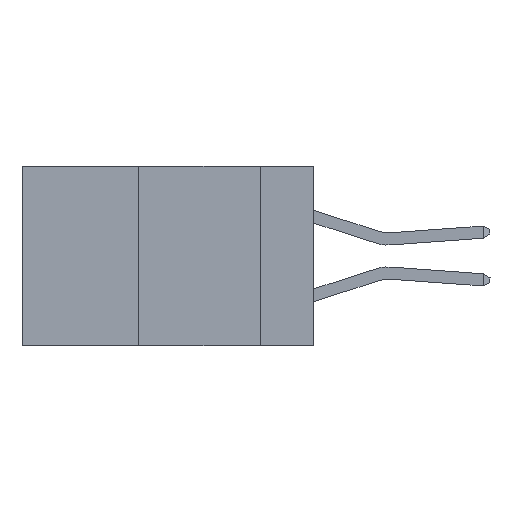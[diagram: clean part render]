
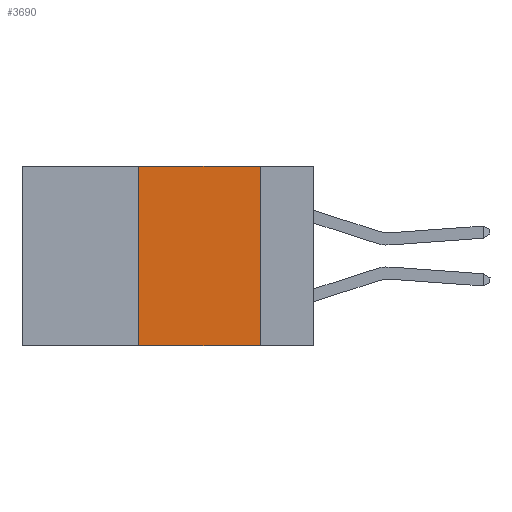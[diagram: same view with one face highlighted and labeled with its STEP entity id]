
A CAD part, left-side view. The second image highlights one B-rep face of the part: STEP entity #3690.
In plain terms, the highlighted planar face has unit normal (-1, 0, 0).
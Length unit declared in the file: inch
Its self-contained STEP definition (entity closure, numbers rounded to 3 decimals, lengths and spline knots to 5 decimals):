
#883 = LINE ( 'NONE', #22260, #6331 ) ;
#1208 = LINE ( 'NONE', #21476, #26905 ) ;
#1930 = VERTEX_POINT ( 'NONE', #15158 ) ;
#3690 = ADVANCED_FACE ( 'NONE', ( #22624 ), #13358, .F. ) ;
#3881 = EDGE_CURVE ( 'NONE', #25435, #21637, #24644, .T. ) ;
#6331 = VECTOR ( 'NONE', #22439, 39.37008 ) ;
#7365 = DIRECTION ( 'NONE',  ( 0., -1., 0. ) ) ;
#9304 = CARTESIAN_POINT ( 'NONE',  ( 0., 0.6, 0. ) ) ;
#9407 = DIRECTION ( 'NONE',  ( 0., 0., -1. ) ) ;
#10582 = ORIENTED_EDGE ( 'NONE', *, *, #3881, .F. ) ;
#10688 = ORIENTED_EDGE ( 'NONE', *, *, #15058, .F. ) ;
#10889 = DIRECTION ( 'NONE',  ( 0., 0., -1. ) ) ;
#11317 = CARTESIAN_POINT ( 'NONE',  ( 0., 0.6, -0.37 ) ) ;
#12277 = LINE ( 'NONE', #11317, #20088 ) ;
#13358 = PLANE ( 'NONE',  #13923 ) ;
#13923 = AXIS2_PLACEMENT_3D ( 'NONE', #9304, #20172, #9407 ) ;
#15058 = EDGE_CURVE ( 'NONE', #21637, #1930, #1208, .T. ) ;
#15158 = CARTESIAN_POINT ( 'NONE',  ( 0., 0.11, -0.37 ) ) ;
#15885 = EDGE_CURVE ( 'NONE', #18499, #1930, #12277, .T. ) ;
#16152 = CARTESIAN_POINT ( 'NONE',  ( 0., 0.36, -0.37 ) ) ;
#16423 = EDGE_LOOP ( 'NONE', ( #10688, #10582, #18813, #21922 ) ) ;
#17157 = CARTESIAN_POINT ( 'NONE',  ( 0., 0.11, 0. ) ) ;
#17215 = VECTOR ( 'NONE', #17393, 39.37008 ) ;
#17393 = DIRECTION ( 'NONE',  ( 0., -1., 0. ) ) ;
#18499 = VERTEX_POINT ( 'NONE', #16152 ) ;
#18813 = ORIENTED_EDGE ( 'NONE', *, *, #25768, .F. ) ;
#19668 = CARTESIAN_POINT ( 'NONE',  ( 0., 0.6, 0. ) ) ;
#20088 = VECTOR ( 'NONE', #7365, 39.37008 ) ;
#20172 = DIRECTION ( 'NONE',  ( 1., 0., 0. ) ) ;
#21476 = CARTESIAN_POINT ( 'NONE',  ( 0., 0.11, 0. ) ) ;
#21637 = VERTEX_POINT ( 'NONE', #17157 ) ;
#21664 = CARTESIAN_POINT ( 'NONE',  ( 0., 0.36, 0. ) ) ;
#21922 = ORIENTED_EDGE ( 'NONE', *, *, #15885, .T. ) ;
#22260 = CARTESIAN_POINT ( 'NONE',  ( 0., 0.36, 0. ) ) ;
#22439 = DIRECTION ( 'NONE',  ( 0., 0., 1. ) ) ;
#22624 = FACE_OUTER_BOUND ( 'NONE', #16423, .T. ) ;
#24644 = LINE ( 'NONE', #19668, #17215 ) ;
#25435 = VERTEX_POINT ( 'NONE', #21664 ) ;
#25768 = EDGE_CURVE ( 'NONE', #18499, #25435, #883, .T. ) ;
#26905 = VECTOR ( 'NONE', #10889, 39.37008 ) ;
